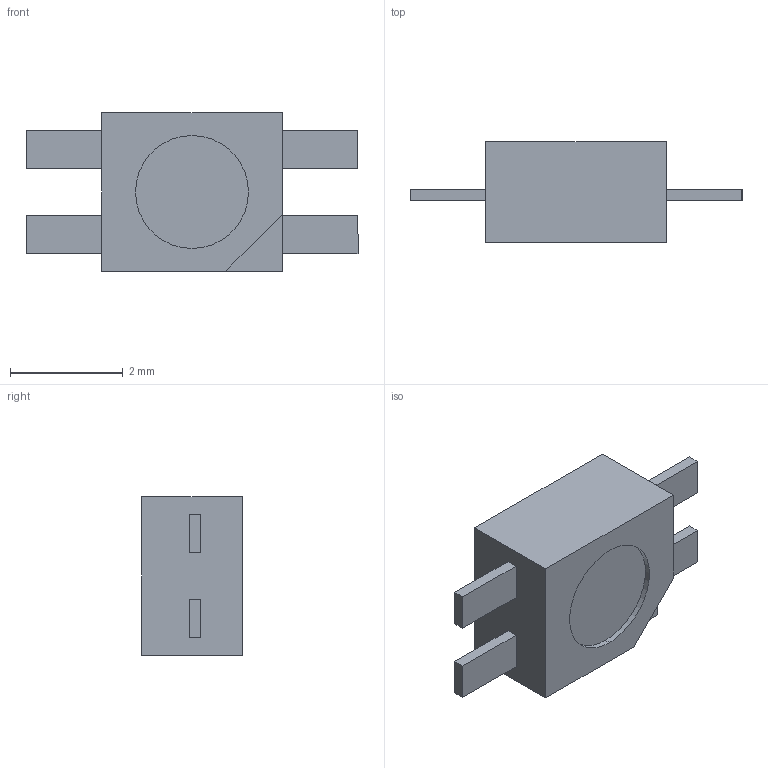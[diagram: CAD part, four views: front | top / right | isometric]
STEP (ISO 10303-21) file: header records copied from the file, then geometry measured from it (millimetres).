
FILE_DESCRIPTION (( 'STEP AP203' ), '1' );
FILE_NAME ('WS2812B.STEP', '2023-02-13T08:31:23', ( '' ), ( '' ), 'SwSTEP 2.0', 'SolidWorks 2016', '' );
FILE_SCHEMA (( 'CONFIG_CONTROL_DESIGN' ));
Length unit declared in the file: millimetre
Products named in the file (1): WS2812B
Bounding box: 5.88 x 1.78 x 2.8 mm (x, y, z)
Volume: 16.2 mm3; surface area: 49.1 mm2
Topology: 1 solids, 1 shells, 31 faces, 72 edges, 48 vertices
Faces by surface type: plane 29, cylinder 2
Entity records: 947 total; most frequent: CARTESIAN_POINT 152, ORIENTED_EDGE 144, DIRECTION 140, EDGE_CURVE 72, LINE 68, VECTOR 68, VERTEX_POINT 48, AXIS2_PLACEMENT_3D 36
